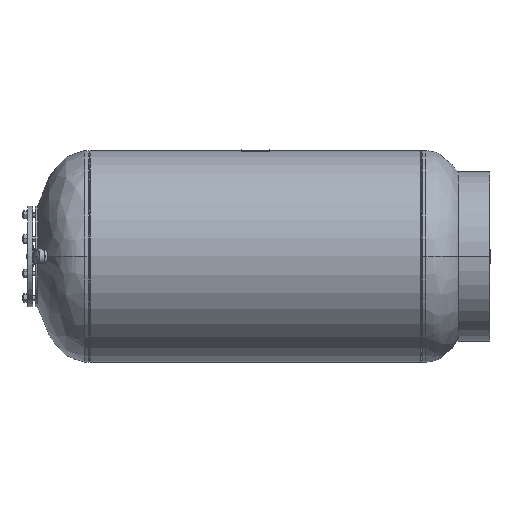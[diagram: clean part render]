
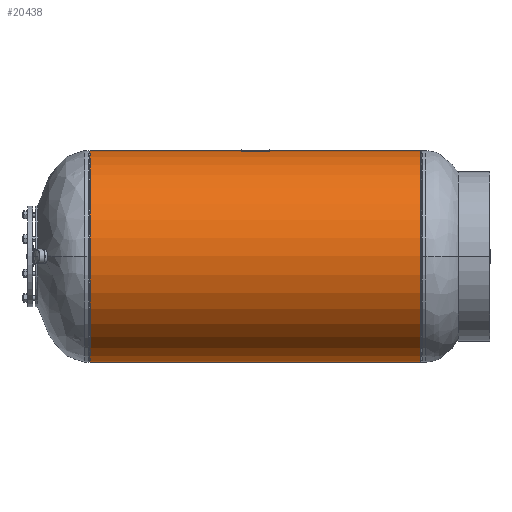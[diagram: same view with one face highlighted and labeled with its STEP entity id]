
A CAD part, left-side view. The second image highlights one B-rep face of the part: STEP entity #20438.
In plain terms, the highlighted cylindrical face has radius 380.492 mm (diameter 760.984 mm), a partial arc.
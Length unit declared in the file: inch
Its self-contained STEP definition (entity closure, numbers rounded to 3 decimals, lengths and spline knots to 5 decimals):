
#604 = AXIS2_PLACEMENT_3D ( 'NONE', #22921, #5351, #15750 ) ;
#651 = AXIS2_PLACEMENT_3D ( 'NONE', #18526, #3004, #13893 ) ;
#2559 = VERTEX_POINT ( 'NONE', #31814 ) ;
#2606 = VECTOR ( 'NONE', #15906, 39.37008 ) ;
#3004 = DIRECTION ( 'NONE',  ( 0., 1., 0. ) ) ;
#4869 = CARTESIAN_POINT ( 'NONE',  ( 0., 46.75, -14.98 ) ) ;
#5351 = DIRECTION ( 'NONE',  ( 0., 1., 0. ) ) ;
#6039 = EDGE_CURVE ( 'NONE', #2559, #17493, #13166, .T. ) ;
#8726 = EDGE_CURVE ( 'NONE', #2559, #22681, #14202, .T. ) ;
#11658 = CARTESIAN_POINT ( 'NONE',  ( 0., 0., 0. ) ) ;
#12054 = VERTEX_POINT ( 'NONE', #20140 ) ;
#13166 = LINE ( 'NONE', #16073, #2606 ) ;
#13849 = ORIENTED_EDGE ( 'NONE', *, *, #32906, .T. ) ;
#13893 = DIRECTION ( 'NONE',  ( 0., 0., 1. ) ) ;
#14196 = CYLINDRICAL_SURFACE ( 'NONE', #26773, 14.98 ) ;
#14202 = CIRCLE ( 'NONE', #604, 14.98 ) ;
#14785 = ORIENTED_EDGE ( 'NONE', *, *, #22717, .F. ) ;
#15262 = ORIENTED_EDGE ( 'NONE', *, *, #6039, .F. ) ;
#15301 = EDGE_LOOP ( 'NONE', ( #23559, #13849, #14785, #15262 ) ) ;
#15750 = DIRECTION ( 'NONE',  ( 0., 0., 1. ) ) ;
#15906 = DIRECTION ( 'NONE',  ( 0., 1., 0. ) ) ;
#16073 = CARTESIAN_POINT ( 'NONE',  ( 0., 0., -14.98 ) ) ;
#17493 = VERTEX_POINT ( 'NONE', #4869 ) ;
#18080 = CIRCLE ( 'NONE', #651, 14.98 ) ;
#18526 = CARTESIAN_POINT ( 'NONE',  ( 0., 46.75, 0. ) ) ;
#19237 = VECTOR ( 'NONE', #25899, 39.37008 ) ;
#19682 = FACE_OUTER_BOUND ( 'NONE', #15301, .T. ) ;
#20140 = CARTESIAN_POINT ( 'NONE',  ( 0., 46.75, 14.98 ) ) ;
#20438 = ADVANCED_FACE ( 'NONE', ( #19682 ), #14196, .T. ) ;
#21422 = CARTESIAN_POINT ( 'NONE',  ( 0., 0., 14.98 ) ) ;
#22681 = VERTEX_POINT ( 'NONE', #21422 ) ;
#22717 = EDGE_CURVE ( 'NONE', #17493, #12054, #18080, .T. ) ;
#22831 = CARTESIAN_POINT ( 'NONE',  ( 0., 0., 14.98 ) ) ;
#22921 = CARTESIAN_POINT ( 'NONE',  ( 0., 0., 0. ) ) ;
#23559 = ORIENTED_EDGE ( 'NONE', *, *, #8726, .T. ) ;
#25899 = DIRECTION ( 'NONE',  ( 0., 1., 0. ) ) ;
#26773 = AXIS2_PLACEMENT_3D ( 'NONE', #11658, #27518, #32948 ) ;
#27518 = DIRECTION ( 'NONE',  ( 0., 1., 0. ) ) ;
#27957 = LINE ( 'NONE', #22831, #19237 ) ;
#31814 = CARTESIAN_POINT ( 'NONE',  ( 0., 0., -14.98 ) ) ;
#32906 = EDGE_CURVE ( 'NONE', #22681, #12054, #27957, .T. ) ;
#32948 = DIRECTION ( 'NONE',  ( 0., 0., 1. ) ) ;
